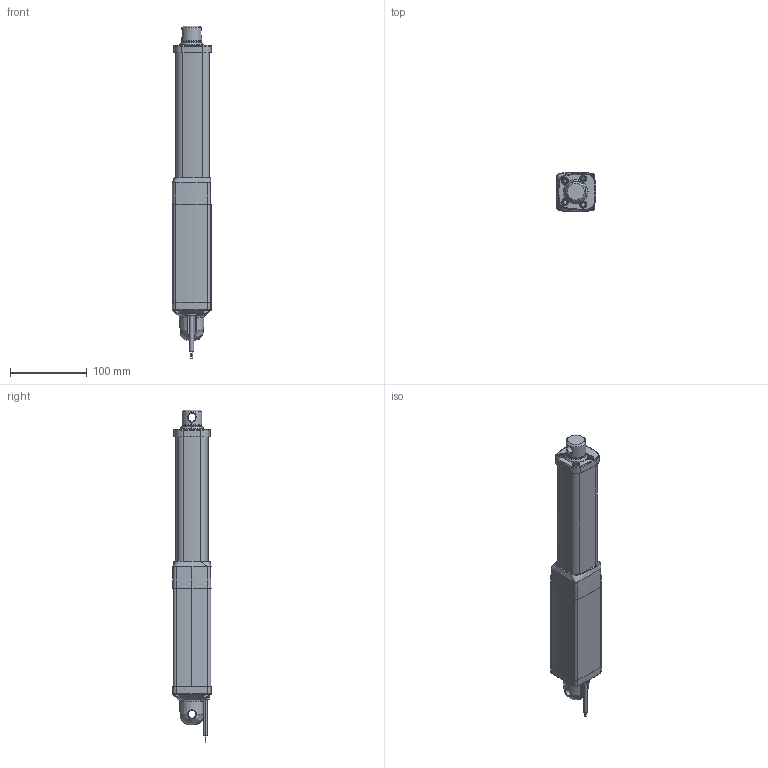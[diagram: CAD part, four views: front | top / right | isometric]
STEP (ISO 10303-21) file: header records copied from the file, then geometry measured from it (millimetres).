
FILE_DESCRIPTION (( 'STEP AP203' ), '1' );
FILE_NAME ('TA18ªº3D_1.STEP', '2014-06-16T02:27:48', ( '' ), ( '' ), 'SwSTEP 2.0', 'SolidWorks 2010', '' );
FILE_SCHEMA (( 'CONFIG_CONTROL_DESIGN' ));
Products named in the file (1): TA18ｪｺ3D_1
Bounding box: 51.8 x 50.75 x 432.2 mm (x, y, z)
Surface area: 87224.7 mm2 (no closed solid volume)
Topology: 0 solids, 10 shells, 284 faces, 896 edges, 624 vertices
Faces by surface type: bspline 98, cone 82, cylinder 67, plane 37
Entity records: 33452 total; most frequent: CARTESIAN_POINT 26095, ORIENTED_EDGE 1543, DIRECTION 1374, EDGE_CURVE 896, VERTEX_POINT 624, AXIS2_PLACEMENT_3D 579, CIRCLE 392, EDGE_LOOP 314
